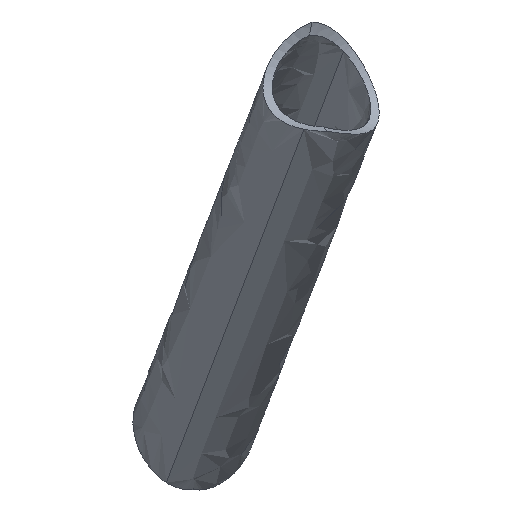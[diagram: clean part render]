
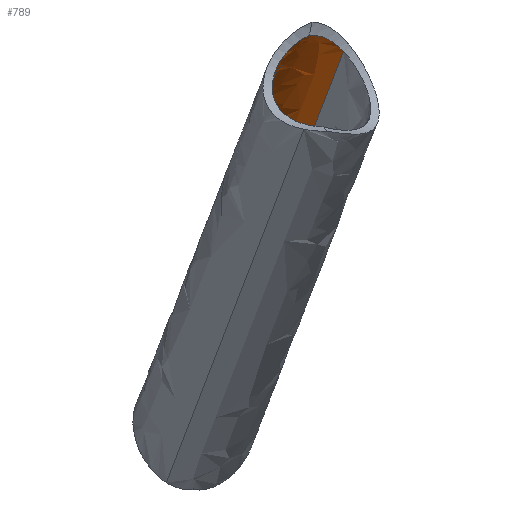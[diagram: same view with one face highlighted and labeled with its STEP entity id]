
A CAD part, top view. The second image highlights one B-rep face of the part: STEP entity #789.
In plain terms, the highlighted free-form (B-spline) face has degree [5, 4] with [6, 5] control points.
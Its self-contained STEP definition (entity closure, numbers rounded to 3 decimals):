
#63=CARTESIAN_POINT('Control Point',(-1866.938,233.82,2.534)) ;
#64=CARTESIAN_POINT('Control Point',(-1867.959,234.391,2.665)) ;
#65=CARTESIAN_POINT('Control Point',(-1868.842,235.165,2.813)) ;
#66=CARTESIAN_POINT('Control Point',(-1869.575,236.048,2.895)) ;
#67=CARTESIAN_POINT('Control Point',(-1870.162,237.,2.884)) ;
#68=CARTESIAN_POINT('Vertex',(-1866.938,233.82,2.534)) ;
#70=CARTESIAN_POINT('Vertex',(-1870.162,237.,2.884)) ;
#153=CARTESIAN_POINT('Vertex',(-1869.017,247.145,-2.293)) ;
#157=CARTESIAN_POINT('Control Point',(-1869.017,247.145,-2.293)) ;
#158=CARTESIAN_POINT('Control Point',(-1869.772,246.655,-1.626)) ;
#159=CARTESIAN_POINT('Control Point',(-1870.392,246.058,-0.929)) ;
#160=CARTESIAN_POINT('Control Point',(-1870.886,245.357,-0.252)) ;
#161=CARTESIAN_POINT('Control Point',(-1871.732,243.46,1.233)) ;
#162=CARTESIAN_POINT('Control Point',(-1871.771,241.127,2.292)) ;
#163=CARTESIAN_POINT('Control Point',(-1871.5,239.695,2.692)) ;
#164=CARTESIAN_POINT('Control Point',(-1870.958,238.289,2.869)) ;
#165=CARTESIAN_POINT('Control Point',(-1870.162,237.,2.884)) ;
#207=CARTESIAN_POINT('Vertex',(-1865.446,248.358,-4.307)) ;
#211=CARTESIAN_POINT('Control Point',(-1865.446,248.358,-4.307)) ;
#212=CARTESIAN_POINT('Control Point',(-1866.534,248.211,-4.009)) ;
#213=CARTESIAN_POINT('Control Point',(-1867.503,247.953,-3.496)) ;
#214=CARTESIAN_POINT('Control Point',(-1868.319,247.598,-2.908)) ;
#215=CARTESIAN_POINT('Control Point',(-1869.017,247.145,-2.293)) ;
#239=CARTESIAN_POINT('Vertex',(-1859.949,248.149,-3.518)) ;
#245=CARTESIAN_POINT('Control Point',(-1865.446,248.358,-4.307)) ;
#246=CARTESIAN_POINT('Control Point',(-1864.251,248.553,-4.547)) ;
#247=CARTESIAN_POINT('Control Point',(-1863.018,248.619,-4.502)) ;
#248=CARTESIAN_POINT('Control Point',(-1861.914,248.56,-4.24)) ;
#249=CARTESIAN_POINT('Control Point',(-1860.886,248.404,-3.908)) ;
#250=CARTESIAN_POINT('Control Point',(-1859.949,248.149,-3.518)) ;
#483=CARTESIAN_POINT('Vertex',(-1844.525,304.431,123.544)) ;
#487=CARTESIAN_POINT('Control Point',(-1844.525,304.431,123.544)) ;
#488=CARTESIAN_POINT('Control Point',(-1843.8,304.497,122.954)) ;
#489=CARTESIAN_POINT('Control Point',(-1843.083,304.421,122.316)) ;
#490=CARTESIAN_POINT('Control Point',(-1842.414,304.218,121.657)) ;
#491=CARTESIAN_POINT('Control Point',(-1841.274,303.703,120.48)) ;
#492=CARTESIAN_POINT('Control Point',(-1840.255,302.969,119.369)) ;
#493=CARTESIAN_POINT('Control Point',(-1839.818,302.605,118.889)) ;
#494=CARTESIAN_POINT('Control Point',(-1839.398,302.21,118.434)) ;
#495=CARTESIAN_POINT('Control Point',(-1838.996,301.789,118.009)) ;
#496=CARTESIAN_POINT('Vertex',(-1838.996,301.789,118.009)) ;
#696=CARTESIAN_POINT('Control Point',(-1838.996,301.789,118.009)) ;
#697=CARTESIAN_POINT('Control Point',(-1843.187,291.061,93.704)) ;
#698=CARTESIAN_POINT('Control Point',(-1847.377,280.333,69.398)) ;
#699=CARTESIAN_POINT('Control Point',(-1851.568,269.605,45.093)) ;
#700=CARTESIAN_POINT('Control Point',(-1855.758,258.877,20.788)) ;
#701=CARTESIAN_POINT('Control Point',(-1859.949,248.149,-3.518)) ;
#704=CARTESIAN_POINT('Control Point',(-1845.022,289.925,129.645)) ;
#705=CARTESIAN_POINT('Control Point',(-1849.405,278.704,104.223)) ;
#706=CARTESIAN_POINT('Control Point',(-1853.788,267.483,78.801)) ;
#707=CARTESIAN_POINT('Control Point',(-1858.172,256.262,53.378)) ;
#708=CARTESIAN_POINT('Control Point',(-1862.555,245.041,27.956)) ;
#709=CARTESIAN_POINT('Control Point',(-1866.938,233.82,2.534)) ;
#710=CARTESIAN_POINT('Vertex',(-1845.022,289.925,129.645)) ;
#732=CARTESIAN_POINT('Control Point',(-1843.39,294.102,139.109)) ;
#733=CARTESIAN_POINT('Control Point',(-1851.072,297.731,138.832)) ;
#734=CARTESIAN_POINT('Control Point',(-1851.522,306.444,135.064)) ;
#735=CARTESIAN_POINT('Control Point',(-1844.291,311.527,131.573)) ;
#736=CARTESIAN_POINT('Control Point',(-1836.61,307.898,131.851)) ;
#737=CARTESIAN_POINT('Control Point',(-1848.39,281.302,110.109)) ;
#738=CARTESIAN_POINT('Control Point',(-1856.072,284.931,109.832)) ;
#739=CARTESIAN_POINT('Control Point',(-1856.522,293.644,106.064)) ;
#740=CARTESIAN_POINT('Control Point',(-1849.291,298.727,102.573)) ;
#741=CARTESIAN_POINT('Control Point',(-1841.61,295.098,102.851)) ;
#742=CARTESIAN_POINT('Control Point',(-1853.39,268.502,81.109)) ;
#743=CARTESIAN_POINT('Control Point',(-1861.072,272.131,80.832)) ;
#744=CARTESIAN_POINT('Control Point',(-1861.522,280.844,77.064)) ;
#745=CARTESIAN_POINT('Control Point',(-1854.291,285.927,73.573)) ;
#746=CARTESIAN_POINT('Control Point',(-1846.61,282.298,73.851)) ;
#747=CARTESIAN_POINT('Control Point',(-1858.39,255.702,52.109)) ;
#748=CARTESIAN_POINT('Control Point',(-1866.072,259.331,51.832)) ;
#749=CARTESIAN_POINT('Control Point',(-1866.522,268.044,48.064)) ;
#750=CARTESIAN_POINT('Control Point',(-1859.291,273.127,44.573)) ;
#751=CARTESIAN_POINT('Control Point',(-1851.61,269.498,44.851)) ;
#752=CARTESIAN_POINT('Control Point',(-1863.39,242.902,23.109)) ;
#753=CARTESIAN_POINT('Control Point',(-1871.072,246.531,22.832)) ;
#754=CARTESIAN_POINT('Control Point',(-1871.522,255.244,19.064)) ;
#755=CARTESIAN_POINT('Control Point',(-1864.291,260.327,15.573)) ;
#756=CARTESIAN_POINT('Control Point',(-1856.61,256.698,15.851)) ;
#757=CARTESIAN_POINT('Control Point',(-1868.39,230.102,-5.891)) ;
#758=CARTESIAN_POINT('Control Point',(-1876.072,233.731,-6.168)) ;
#759=CARTESIAN_POINT('Control Point',(-1876.522,242.444,-9.936)) ;
#760=CARTESIAN_POINT('Control Point',(-1869.291,247.527,-13.427)) ;
#761=CARTESIAN_POINT('Control Point',(-1861.61,243.898,-13.149)) ;
#763=CARTESIAN_POINT('Control Point',(-1844.525,304.431,123.544)) ;
#764=CARTESIAN_POINT('Control Point',(-1845.558,303.982,123.433)) ;
#765=CARTESIAN_POINT('Control Point',(-1846.5,303.378,123.297)) ;
#766=CARTESIAN_POINT('Control Point',(-1847.332,302.681,123.184)) ;
#767=CARTESIAN_POINT('Control Point',(-1849.06,300.863,123.025)) ;
#768=CARTESIAN_POINT('Control Point',(-1850.16,298.748,123.224)) ;
#769=CARTESIAN_POINT('Control Point',(-1850.557,297.478,123.502)) ;
#770=CARTESIAN_POINT('Control Point',(-1850.752,295.208,124.344)) ;
#771=CARTESIAN_POINT('Control Point',(-1850.039,293.271,125.63)) ;
#772=CARTESIAN_POINT('Control Point',(-1849.537,292.494,126.281)) ;
#773=CARTESIAN_POINT('Control Point',(-1848.463,291.392,127.408)) ;
#774=CARTESIAN_POINT('Control Point',(-1847.033,290.595,128.503)) ;
#775=CARTESIAN_POINT('Control Point',(-1846.411,290.324,128.922)) ;
#776=CARTESIAN_POINT('Control Point',(-1845.738,290.101,129.311)) ;
#777=CARTESIAN_POINT('Control Point',(-1845.022,289.925,129.645)) ;
#780=ORIENTED_EDGE('',*,*,#712,.T.) ;
#781=ORIENTED_EDGE('',*,*,#72,.T.) ;
#782=ORIENTED_EDGE('',*,*,#166,.F.) ;
#783=ORIENTED_EDGE('',*,*,#216,.F.) ;
#784=ORIENTED_EDGE('',*,*,#251,.T.) ;
#785=ORIENTED_EDGE('',*,*,#702,.F.) ;
#786=ORIENTED_EDGE('',*,*,#498,.F.) ;
#787=ORIENTED_EDGE('',*,*,#778,.T.) ;
#789=ADVANCED_FACE('Corps principal',(#788),#731,.T.) ;
#62=B_SPLINE_CURVE_WITH_KNOTS('',4,(#63,#64,#65,#66,#67),.UNSPECIFIED.,.F.,.U.,(5,5),(0.,7.354),.UNSPECIFIED.) ;
#156=B_SPLINE_CURVE_WITH_KNOTS('',5,(#157,#158,#159,#160,#161,#162,#163,#164,#165),.UNSPECIFIED.,.F.,.U.,(6,3,6),(0.,9.122,21.562),.UNSPECIFIED.) ;
#210=B_SPLINE_CURVE_WITH_KNOTS('',4,(#211,#212,#213,#214,#215),.UNSPECIFIED.,.F.,.U.,(5,5),(0.,6.715),.UNSPECIFIED.) ;
#244=B_SPLINE_CURVE_WITH_KNOTS('',5,(#245,#246,#247,#248,#249,#250),.UNSPECIFIED.,.F.,.U.,(6,6),(0.,8.746),.UNSPECIFIED.) ;
#486=B_SPLINE_CURVE_WITH_KNOTS('',5,(#487,#488,#489,#490,#491,#492,#493,#494,#495),.UNSPECIFIED.,.F.,.U.,(6,3,6),(0.,6.69,12.168),.UNSPECIFIED.) ;
#762=B_SPLINE_CURVE_WITH_KNOTS('',5,(#763,#764,#765,#766,#767,#768,#769,#770,#771,#772,#773,#774,#775,#776,#777),.UNSPECIFIED.,.F.,.U.,(6,3,3,3,6),(0.,8.055,18.998,28.149,34.211),.UNSPECIFIED.) ;
#72=EDGE_CURVE('',#69,#71,#62,.T.) ;
#166=EDGE_CURVE('',#154,#71,#156,.T.) ;
#216=EDGE_CURVE('',#208,#154,#210,.T.) ;
#251=EDGE_CURVE('',#208,#240,#244,.T.) ;
#498=EDGE_CURVE('',#484,#497,#486,.T.) ;
#702=EDGE_CURVE('',#497,#240,#695,.T.) ;
#712=EDGE_CURVE('',#711,#69,#703,.T.) ;
#778=EDGE_CURVE('',#484,#711,#762,.T.) ;
#779=EDGE_LOOP('',(#780,#781,#782,#783,#784,#785,#786,#787)) ;
#788=FACE_OUTER_BOUND('',#779,.T.) ;
#69=VERTEX_POINT('',#68) ;
#71=VERTEX_POINT('',#70) ;
#154=VERTEX_POINT('',#153) ;
#208=VERTEX_POINT('',#207) ;
#240=VERTEX_POINT('',#239) ;
#484=VERTEX_POINT('',#483) ;
#497=VERTEX_POINT('',#496) ;
#711=VERTEX_POINT('',#710) ;
#695=(BOUNDED_CURVE()B_SPLINE_CURVE(5,(#696,#697,#698,#699,#700,#701),.UNSPECIFIED.,.F.,.U.)B_SPLINE_CURVE_WITH_KNOTS((6,6),(15.317,149.798),.UNSPECIFIED.)CURVE()GEOMETRIC_REPRESENTATION_ITEM()RATIONAL_B_SPLINE_CURVE((1.,1.,1.,1.,1.,1.))REPRESENTATION_ITEM('')) ;
#703=(BOUNDED_CURVE()B_SPLINE_CURVE(5,(#704,#705,#706,#707,#708,#709),.UNSPECIFIED.,.F.,.U.)B_SPLINE_CURVE_WITH_KNOTS((6,6),(10.473,151.133),.UNSPECIFIED.)CURVE()GEOMETRIC_REPRESENTATION_ITEM()RATIONAL_B_SPLINE_CURVE((1.,1.,1.,1.,1.,1.))REPRESENTATION_ITEM('')) ;
#731=(BOUNDED_SURFACE()B_SPLINE_SURFACE(5,4,((#732,#733,#734,#735,#736),(#737,#738,#739,#740,#741),(#742,#743,#744,#745,#746),(#747,#748,#749,#750,#751),(#752,#753,#754,#755,#756),(#757,#758,#759,#760,#761)),.UNSPECIFIED.,.F.,.F.,.U.)B_SPLINE_SURFACE_WITH_KNOTS((6,6),(5,5),(0.,160.456),(0.,26.704),.UNSPECIFIED.)GEOMETRIC_REPRESENTATION_ITEM()RATIONAL_B_SPLINE_SURFACE(((1.,0.707,0.667,0.707,1.),(1.,0.707,0.667,0.707,1.),(1.,0.707,0.667,0.707,1.),(1.,0.707,0.667,0.707,1.),(1.,0.707,0.667,0.707,1.),(1.,0.707,0.667,0.707,1.)))REPRESENTATION_ITEM('Rational BSpline Surface')SURFACE()) ;
